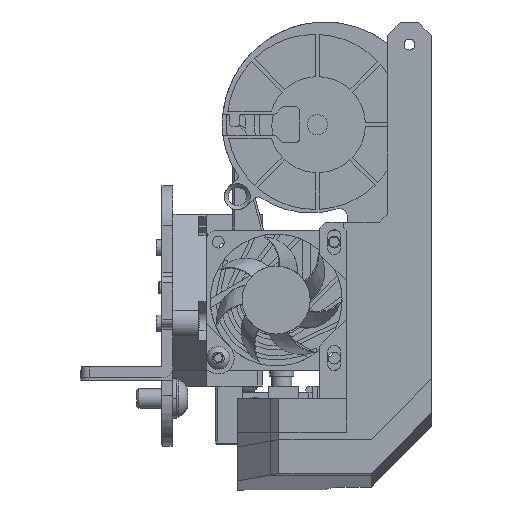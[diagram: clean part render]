
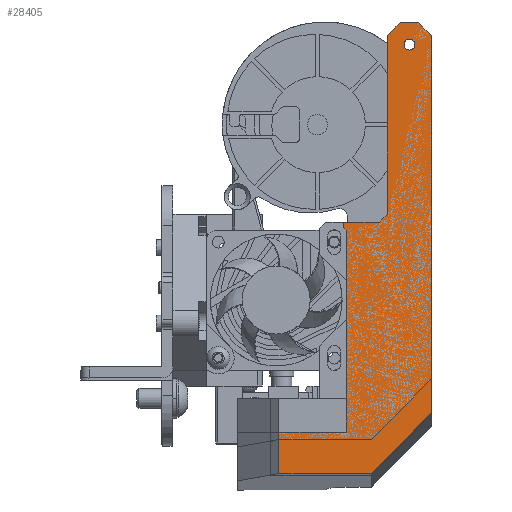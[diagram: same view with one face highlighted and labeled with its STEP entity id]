
A CAD part, left-side view. The second image highlights one B-rep face of the part: STEP entity #28405.
In plain terms, the highlighted planar face has unit normal (-1, 0, 0).
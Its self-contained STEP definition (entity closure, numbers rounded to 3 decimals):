
#1429=LINE('',#42168,#4182);
#1492=LINE('',#42344,#4245);
#1495=LINE('',#42350,#4248);
#1497=LINE('',#42353,#4250);
#1498=LINE('',#42355,#4251);
#1557=LINE('',#42777,#4310);
#1558=LINE('',#42780,#4311);
#1559=LINE('',#42782,#4312);
#1560=LINE('',#42784,#4313);
#1561=LINE('',#42786,#4314);
#1562=LINE('',#42788,#4315);
#1563=LINE('',#42789,#4316);
#1564=LINE('',#42791,#4317);
#1565=LINE('',#42792,#4318);
#4182=VECTOR('',#33495,1000.);
#4245=VECTOR('',#33574,1000.);
#4248=VECTOR('',#33579,1000.);
#4250=VECTOR('',#33583,1000.);
#4251=VECTOR('',#33586,1000.);
#4310=VECTOR('',#33677,1000.);
#4311=VECTOR('',#33678,1000.);
#4312=VECTOR('',#33679,1000.);
#4313=VECTOR('',#33680,1000.);
#4314=VECTOR('',#33681,1000.);
#4315=VECTOR('',#33682,1000.);
#4316=VECTOR('',#33683,1000.);
#4317=VECTOR('',#33684,1000.);
#4318=VECTOR('',#33685,1000.);
#7516=ORIENTED_EDGE('',*,*,#15569,.F.);
#7517=ORIENTED_EDGE('',*,*,#15570,.T.);
#7518=ORIENTED_EDGE('',*,*,#15571,.T.);
#7519=ORIENTED_EDGE('',*,*,#15572,.T.);
#7520=ORIENTED_EDGE('',*,*,#15573,.T.);
#7521=ORIENTED_EDGE('',*,*,#15574,.T.);
#7522=ORIENTED_EDGE('',*,*,#15575,.T.);
#7523=ORIENTED_EDGE('',*,*,#15422,.T.);
#7524=ORIENTED_EDGE('',*,*,#15492,.T.);
#7525=ORIENTED_EDGE('',*,*,#15494,.T.);
#7526=ORIENTED_EDGE('',*,*,#15489,.T.);
#7527=ORIENTED_EDGE('',*,*,#15576,.T.);
#7528=ORIENTED_EDGE('',*,*,#15577,.F.);
#7529=ORIENTED_EDGE('',*,*,#15495,.T.);
#7530=ORIENTED_EDGE('',*,*,#15578,.T.);
#15422=EDGE_CURVE('',#19531,#19532,#1429,.T.);
#15489=EDGE_CURVE('',#19581,#19591,#1492,.T.);
#15492=EDGE_CURVE('',#19532,#19593,#1495,.T.);
#15494=EDGE_CURVE('',#19593,#19581,#1497,.T.);
#15495=EDGE_CURVE('',#19594,#19595,#1498,.T.);
#15569=EDGE_CURVE('',#19642,#19642,#22153,.T.);
#15570=EDGE_CURVE('',#19643,#19644,#1557,.T.);
#15571=EDGE_CURVE('',#19644,#19645,#1558,.T.);
#15572=EDGE_CURVE('',#19645,#19646,#1559,.T.);
#15573=EDGE_CURVE('',#19646,#19647,#1560,.T.);
#15574=EDGE_CURVE('',#19647,#19648,#1561,.T.);
#15575=EDGE_CURVE('',#19648,#19531,#1562,.T.);
#15576=EDGE_CURVE('',#19591,#19649,#1563,.T.);
#15577=EDGE_CURVE('',#19594,#19649,#1564,.T.);
#15578=EDGE_CURVE('',#19595,#19643,#1565,.F.);
#19531=VERTEX_POINT('',#42169);
#19532=VERTEX_POINT('',#42170);
#19581=VERTEX_POINT('',#42323);
#19591=VERTEX_POINT('',#42343);
#19593=VERTEX_POINT('',#42349);
#19594=VERTEX_POINT('',#42356);
#19595=VERTEX_POINT('',#42357);
#19642=VERTEX_POINT('',#42776);
#19643=VERTEX_POINT('',#42778);
#19644=VERTEX_POINT('',#42779);
#19645=VERTEX_POINT('',#42781);
#19646=VERTEX_POINT('',#42783);
#19647=VERTEX_POINT('',#42785);
#19648=VERTEX_POINT('',#42787);
#19649=VERTEX_POINT('',#42790);
#22153=CIRCLE('',#30412,1.35);
#23404=EDGE_LOOP('',(#7516));
#23405=EDGE_LOOP('',(#7517,#7518,#7519,#7520,#7521,#7522,#7523,#7524,#7525,
#7526,#7527,#7528,#7529,#7530));
#25420=FACE_BOUND('',#23404,.T.);
#25421=FACE_BOUND('',#23405,.T.);
#27358=PLANE('',#30411);
#28405=ADVANCED_FACE('',(#25420,#25421),#27358,.T.);
#30411=AXIS2_PLACEMENT_3D('',#42774,#33673,#33674);
#30412=AXIS2_PLACEMENT_3D('',#42775,#33675,#33676);
#33495=DIRECTION('',(0.,1.,0.));
#33574=DIRECTION('',(0.,0.,-1.));
#33579=DIRECTION('',(0.,0.,-1.));
#33583=DIRECTION('',(0.,-0.707,-0.707));
#33586=DIRECTION('',(0.,-1.,0.));
#33673=DIRECTION('',(-1.,0.,0.));
#33674=DIRECTION('',(0.,0.,1.));
#33675=DIRECTION('',(-1.,0.,0.));
#33676=DIRECTION('',(0.,0.,1.));
#33677=DIRECTION('',(0.,0.,1.));
#33678=DIRECTION('',(0.,0.707,0.707));
#33679=DIRECTION('',(0.,1.,0.));
#33680=DIRECTION('',(0.,0.707,-0.707));
#33681=DIRECTION('',(0.,0.,-1.));
#33682=DIRECTION('',(0.,0.707,-0.707));
#33683=DIRECTION('',(0.,1.,0.));
#33684=DIRECTION('',(0.,0.,1.));
#33685=DIRECTION('',(0.,0.702,-0.712));
#42168=CARTESIAN_POINT('',(-31.,0.,16.403));
#42169=CARTESIAN_POINT('',(-31.,-47.314,16.403));
#42170=CARTESIAN_POINT('',(-31.,-38.314,16.403));
#42323=CARTESIAN_POINT('',(-31.,-39.,14.397));
#42343=CARTESIAN_POINT('',(-31.,-39.,-36.058));
#42344=CARTESIAN_POINT('',(-31.,-39.,0.));
#42349=CARTESIAN_POINT('',(-31.,-38.314,15.083));
#42350=CARTESIAN_POINT('',(-31.,-38.314,0.));
#42353=CARTESIAN_POINT('',(-31.,-26.699,26.699));
#42355=CARTESIAN_POINT('',(-31.,0.,-46.459));
#42356=CARTESIAN_POINT('',(-31.,-22.19,-46.459));
#42357=CARTESIAN_POINT('',(-31.,-45.314,-46.459));
#42774=CARTESIAN_POINT('',(-31.,0.,0.));
#42775=CARTESIAN_POINT('',(-31.,-54.814,60.803));
#42776=CARTESIAN_POINT('',(-31.,-54.814,62.153));
#42777=CARTESIAN_POINT('',(-31.,-60.314,0.));
#42778=CARTESIAN_POINT('',(-31.,-60.314,-31.228));
#42779=CARTESIAN_POINT('',(-31.,-60.314,63.081));
#42780=CARTESIAN_POINT('',(-31.,-60.314,63.081));
#42781=CARTESIAN_POINT('',(-31.,-57.092,66.303));
#42782=CARTESIAN_POINT('',(-31.,-57.092,66.303));
#42783=CARTESIAN_POINT('',(-31.,-52.536,66.303));
#42784=CARTESIAN_POINT('',(-31.,-52.536,66.303));
#42785=CARTESIAN_POINT('',(-31.,-49.314,63.081));
#42786=CARTESIAN_POINT('',(-31.,-49.314,60.803));
#42787=CARTESIAN_POINT('',(-31.,-49.314,18.403));
#42788=CARTESIAN_POINT('',(-31.,-47.314,16.403));
#42789=CARTESIAN_POINT('',(-31.,0.,-36.058));
#42790=CARTESIAN_POINT('',(-31.,-22.19,-36.058));
#42791=CARTESIAN_POINT('',(-31.,-22.19,-8.5));
#42792=CARTESIAN_POINT('',(-31.,-41.981,-49.843));
